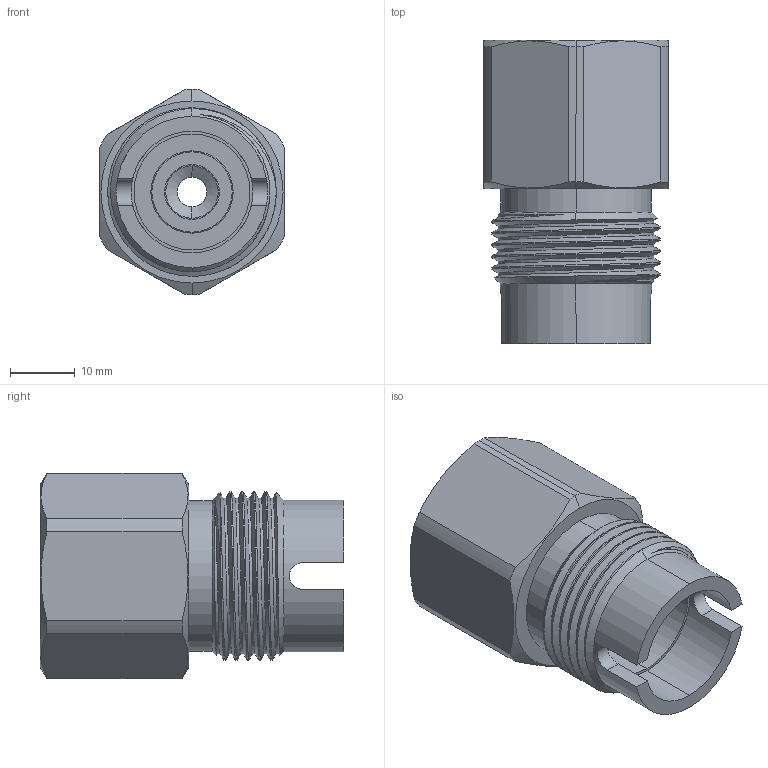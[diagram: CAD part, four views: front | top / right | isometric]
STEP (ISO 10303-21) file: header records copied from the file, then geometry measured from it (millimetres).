
FILE_DESCRIPTION (( 'STEP AP203' ), '1' );
FILE_NAME ('AD-640SS-4FNPT.STEP', '2025-08-06T19:33:12', ( '' ), ( '' ), 'SwSTEP 2.0', 'SolidWorks 2018', '' );
FILE_SCHEMA (( 'CONFIG_CONTROL_DESIGN' ));
Length unit declared in the file: inch
Products named in the file (1): AD-640SS-4FNPT
Bounding box: 28.57 x 46.99 x 31.75 mm (x, y, z)
Volume: 20487.7 mm3; surface area: 7853.7 mm2
Topology: 1 solids, 1 shells, 180 faces, 477 edges, 314 vertices
Faces by surface type: plane 64, bspline 47, cylinder 37, cone 28, torus 4
Entity records: 14015 total; most frequent: CARTESIAN_POINT 9903, ORIENTED_EDGE 954, DIRECTION 643, EDGE_CURVE 477, VERTEX_POINT 314, LINE 229, VECTOR 229, AXIS2_PLACEMENT_3D 207
